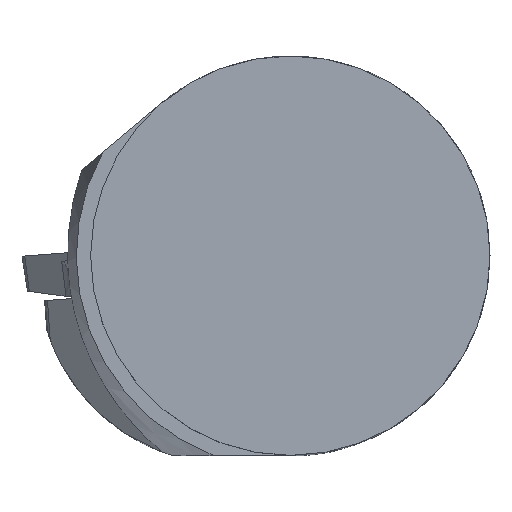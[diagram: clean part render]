
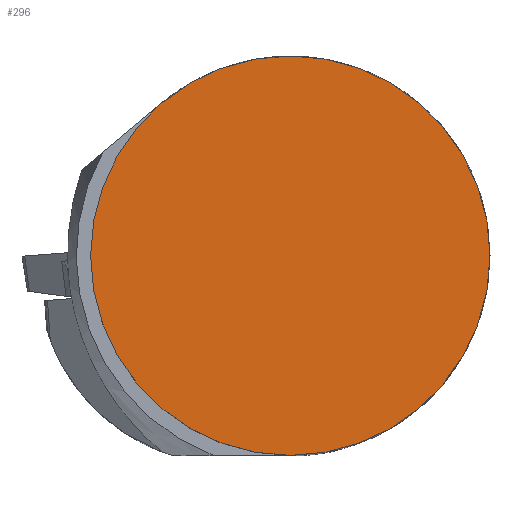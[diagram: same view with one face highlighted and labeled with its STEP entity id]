
A CAD part, top view. The second image highlights one B-rep face of the part: STEP entity #296.
In plain terms, the highlighted planar face has unit normal (0, 0, 1).
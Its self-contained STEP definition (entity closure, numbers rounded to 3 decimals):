
#152=PLANE('',#1742);
#219=FACE_OUTER_BOUND('',#426,.T.);
#296=ADVANCED_FACE('',(#219),#152,.T.);
#426=EDGE_LOOP('',(#847));
#494=CIRCLE('',#1656,20.);
#847=ORIENTED_EDGE('',*,*,#1131,.F.);
#993=VERTEX_POINT('',#2334);
#1131=EDGE_CURVE('',#993,#993,#494,.T.);
#1656=AXIS2_PLACEMENT_3D('',#2333,#1827,#1828);
#1742=AXIS2_PLACEMENT_3D('',#2704,#2087,#2088);
#1827=DIRECTION('',(0.,0.,-1.));
#1828=DIRECTION('',(1.,0.,0.));
#2087=DIRECTION('',(0.,0.,1.));
#2088=DIRECTION('',(1.,0.,0.));
#2333=CARTESIAN_POINT('',(0.,0.,0.));
#2334=CARTESIAN_POINT('',(20.,0.,0.));
#2704=CARTESIAN_POINT('',(0.,0.,0.));
